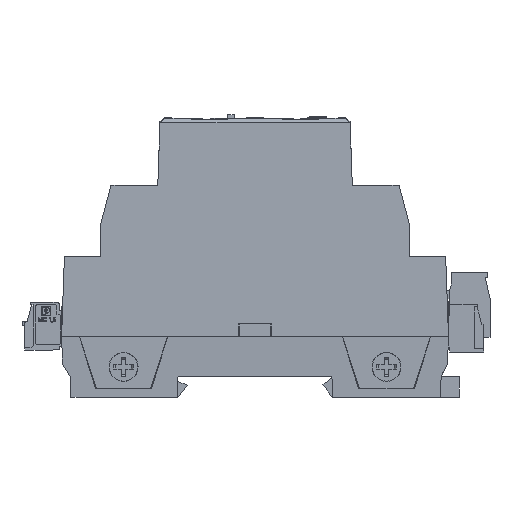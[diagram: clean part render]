
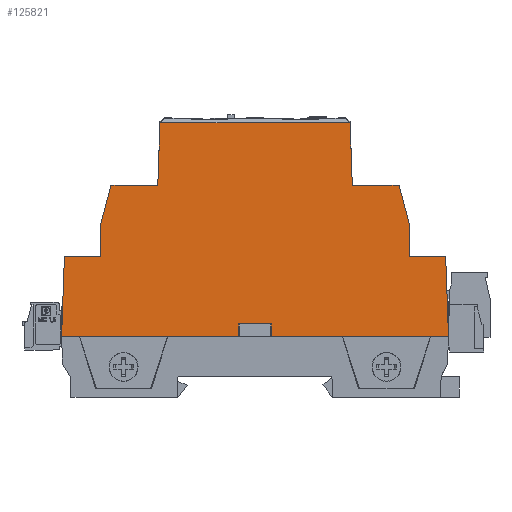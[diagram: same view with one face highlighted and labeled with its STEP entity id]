
A CAD part, left-side view. The second image highlights one B-rep face of the part: STEP entity #125821.
In plain terms, the highlighted planar face has unit normal (-1, 0, 0.018).
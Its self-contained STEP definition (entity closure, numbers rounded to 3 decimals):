
#124348=CARTESIAN_POINT('',(-25.925,-44.3,32.7));
#124349=VERTEX_POINT('',#124348);
#124358=CARTESIAN_POINT('',(-26.25,-44.95,14.1));
#124359=VERTEX_POINT('',#124358);
#124360=CARTESIAN_POINT('',(-26.218,-44.886,15.93));
#124361=DIRECTION('',(-0.017,-0.035,-0.999));
#124362=VECTOR('',#124361,1.);
#124363=LINE('',#124360,#124362);
#124364=EDGE_CURVE('',#124349,#124359,#124363,.T.);
#124712=CARTESIAN_POINT('',(-26.25,44.95,14.1));
#124713=VERTEX_POINT('',#124712);
#124720=CARTESIAN_POINT('',(-25.925,44.3,32.7));
#124721=VERTEX_POINT('',#124720);
#124722=CARTESIAN_POINT('',(-26.25,44.95,14.1));
#124723=DIRECTION('',(0.017,-0.035,0.999));
#124724=VECTOR('',#124723,1.);
#124725=LINE('',#124722,#124724);
#124726=EDGE_CURVE('',#124713,#124721,#124725,.T.);
#125672=CARTESIAN_POINT('',(-26.25,-24.25,14.1));
#125673=DIRECTION('',(-1.,0.,0.017));
#125674=DIRECTION('',(0.,-1.0,0.0));
#125675=AXIS2_PLACEMENT_3D('',#125672,#125673,#125674);
#125676=PLANE('',#125675);
#125677=CARTESIAN_POINT('',(-25.382,-22.093,63.822));
#125678=VERTEX_POINT('',#125677);
#125679=CARTESIAN_POINT('',(-25.636,-22.6,49.3));
#125680=VERTEX_POINT('',#125679);
#125681=CARTESIAN_POINT('',(-25.604,-22.536,51.119));
#125682=DIRECTION('',(-0.017,-0.035,-0.999));
#125683=VECTOR('',#125682,1.0);
#125684=LINE('',#125681,#125683);
#125685=EDGE_CURVE('',#125678,#125680,#125684,.T.);
#125686=ORIENTED_EDGE('',*,*,#125685,.F.);
#125687=CARTESIAN_POINT('',(-25.382,22.093,63.822));
#125688=VERTEX_POINT('',#125687);
#125689=CARTESIAN_POINT('',(-25.382,22.092,63.822));
#125690=DIRECTION('',(0.,-1.,0.));
#125691=VECTOR('',#125690,1.);
#125692=LINE('',#125689,#125691);
#125693=EDGE_CURVE('',#125688,#125678,#125692,.T.);
#125694=ORIENTED_EDGE('',*,*,#125693,.F.);
#125695=CARTESIAN_POINT('',(-25.636,22.6,49.3));
#125696=VERTEX_POINT('',#125695);
#125697=CARTESIAN_POINT('',(-25.346,22.02,65.904));
#125698=DIRECTION('',(0.017,-0.035,0.999));
#125699=VECTOR('',#125698,1.);
#125700=LINE('',#125697,#125699);
#125701=EDGE_CURVE('',#125696,#125688,#125700,.T.);
#125702=ORIENTED_EDGE('',*,*,#125701,.F.);
#125703=CARTESIAN_POINT('',(-25.636,22.6,49.3));
#125704=VERTEX_POINT('',#125703);
#125705=CARTESIAN_POINT('',(-25.358,22.6,65.184));
#125706=DIRECTION('',(0.017,0.0,1.));
#125707=VECTOR('',#125706,1.);
#125708=LINE('',#125705,#125707);
#125709=EDGE_CURVE('',#125704,#125696,#125708,.T.);
#125710=ORIENTED_EDGE('',*,*,#125709,.F.);
#125711=CARTESIAN_POINT('',(-25.636,33.483,49.3));
#125712=VERTEX_POINT('',#125711);
#125713=CARTESIAN_POINT('',(-25.636,-24.25,49.3));
#125714=DIRECTION('',(0.0,-1.0,0.0));
#125715=VECTOR('',#125714,1.0);
#125716=LINE('',#125713,#125715);
#125717=EDGE_CURVE('',#125712,#125704,#125716,.T.);
#125718=ORIENTED_EDGE('',*,*,#125717,.F.);
#125719=CARTESIAN_POINT('',(-25.794,35.891,40.231));
#125720=VERTEX_POINT('',#125719);
#125721=CARTESIAN_POINT('',(-25.936,38.046,32.116));
#125722=DIRECTION('',(0.017,-0.257,0.966));
#125723=VECTOR('',#125722,1.);
#125724=LINE('',#125721,#125723);
#125725=EDGE_CURVE('',#125720,#125712,#125724,.T.);
#125726=ORIENTED_EDGE('',*,*,#125725,.F.);
#125727=CARTESIAN_POINT('',(-25.925,35.891,32.7));
#125728=VERTEX_POINT('',#125727);
#125729=CARTESIAN_POINT('',(-26.25,35.891,14.1));
#125730=DIRECTION('',(0.017,0.0,1.));
#125731=VECTOR('',#125730,1.);
#125732=LINE('',#125729,#125731);
#125733=EDGE_CURVE('',#125728,#125720,#125732,.T.);
#125734=ORIENTED_EDGE('',*,*,#125733,.F.);
#125735=CARTESIAN_POINT('',(-25.925,-24.25,32.7));
#125736=DIRECTION('',(0.0,-1.0,0.0));
#125737=VECTOR('',#125736,1.0);
#125738=LINE('',#125735,#125737);
#125739=EDGE_CURVE('',#124721,#125728,#125738,.T.);
#125740=ORIENTED_EDGE('',*,*,#125739,.F.);
#125741=ORIENTED_EDGE('',*,*,#124726,.F.);
#125742=CARTESIAN_POINT('',(-26.25,3.75,14.1));
#125743=VERTEX_POINT('',#125742);
#125744=CARTESIAN_POINT('',(-26.25,22.052,14.1));
#125745=DIRECTION('',(0.0,1.0,0.0));
#125746=VECTOR('',#125745,1.0);
#125747=LINE('',#125744,#125746);
#125748=EDGE_CURVE('',#125743,#124713,#125747,.T.);
#125749=ORIENTED_EDGE('',*,*,#125748,.F.);
#125750=CARTESIAN_POINT('',(-26.198,3.75,17.1));
#125751=VERTEX_POINT('',#125750);
#125752=CARTESIAN_POINT('',(-26.235,3.75,14.972));
#125753=DIRECTION('',(-0.017,0.0,-1.));
#125754=VECTOR('',#125753,1.);
#125755=LINE('',#125752,#125754);
#125756=EDGE_CURVE('',#125751,#125743,#125755,.T.);
#125757=ORIENTED_EDGE('',*,*,#125756,.F.);
#125758=CARTESIAN_POINT('',(-26.198,-3.75,17.1));
#125759=VERTEX_POINT('',#125758);
#125760=CARTESIAN_POINT('',(-26.198,3.75,17.1));
#125761=DIRECTION('',(0.0,1.0,0.0));
#125762=VECTOR('',#125761,1.);
#125763=LINE('',#125760,#125762);
#125764=EDGE_CURVE('',#125759,#125751,#125763,.T.);
#125765=ORIENTED_EDGE('',*,*,#125764,.F.);
#125766=CARTESIAN_POINT('',(-26.25,-3.75,14.1));
#125767=VERTEX_POINT('',#125766);
#125768=CARTESIAN_POINT('',(-26.25,-3.75,14.1));
#125769=DIRECTION('',(0.017,0.0,1.));
#125770=VECTOR('',#125769,1.);
#125771=LINE('',#125768,#125770);
#125772=EDGE_CURVE('',#125767,#125759,#125771,.T.);
#125773=ORIENTED_EDGE('',*,*,#125772,.F.);
#125774=CARTESIAN_POINT('',(-26.25,22.052,14.1));
#125775=DIRECTION('',(0.0,1.0,0.0));
#125776=VECTOR('',#125775,1.0);
#125777=LINE('',#125774,#125776);
#125778=EDGE_CURVE('',#124359,#125767,#125777,.T.);
#125779=ORIENTED_EDGE('',*,*,#125778,.F.);
#125780=ORIENTED_EDGE('',*,*,#124364,.F.);
#125781=CARTESIAN_POINT('',(-25.925,-35.891,32.7));
#125782=VERTEX_POINT('',#125781);
#125783=CARTESIAN_POINT('',(-25.925,-24.25,32.7));
#125784=DIRECTION('',(0.0,-1.0,0.0));
#125785=VECTOR('',#125784,1.0);
#125786=LINE('',#125783,#125785);
#125787=EDGE_CURVE('',#125782,#124349,#125786,.T.);
#125788=ORIENTED_EDGE('',*,*,#125787,.F.);
#125789=CARTESIAN_POINT('',(-25.794,-35.891,40.231));
#125790=VERTEX_POINT('',#125789);
#125791=CARTESIAN_POINT('',(-26.25,-35.891,14.1));
#125792=DIRECTION('',(0.017,0.0,1.));
#125793=VECTOR('',#125792,1.);
#125794=LINE('',#125791,#125793);
#125795=EDGE_CURVE('',#125782,#125790,#125794,.T.);
#125796=ORIENTED_EDGE('',*,*,#125795,.T.);
#125797=CARTESIAN_POINT('',(-25.636,-33.483,49.3));
#125798=VERTEX_POINT('',#125797);
#125799=CARTESIAN_POINT('',(-25.906,-37.591,33.827));
#125800=DIRECTION('',(-0.017,-0.257,-0.966));
#125801=VECTOR('',#125800,1.);
#125802=LINE('',#125799,#125801);
#125803=EDGE_CURVE('',#125798,#125790,#125802,.T.);
#125804=ORIENTED_EDGE('',*,*,#125803,.F.);
#125805=CARTESIAN_POINT('',(-25.636,-22.6,49.3));
#125806=VERTEX_POINT('',#125805);
#125807=CARTESIAN_POINT('',(-25.636,-24.25,49.3));
#125808=DIRECTION('',(0.0,-1.0,0.0));
#125809=VECTOR('',#125808,1.0);
#125810=LINE('',#125807,#125809);
#125811=EDGE_CURVE('',#125806,#125798,#125810,.T.);
#125812=ORIENTED_EDGE('',*,*,#125811,.F.);
#125813=CARTESIAN_POINT('',(-25.326,-22.6,67.017));
#125814=DIRECTION('',(-0.017,0.0,-1.));
#125815=VECTOR('',#125814,1.);
#125816=LINE('',#125813,#125815);
#125817=EDGE_CURVE('',#125680,#125806,#125816,.T.);
#125818=ORIENTED_EDGE('',*,*,#125817,.F.);
#125819=EDGE_LOOP('',(#125686,#125694,#125702,#125710,#125718,#125726,#125734,#125740,#125741,#125749,#125757,#125765,#125773,#125779,#125780,#125788,#125796,#125804,#125812,#125818));
#125820=FACE_OUTER_BOUND('',#125819,.T.);
#125821=ADVANCED_FACE('',(#125820),#125676,.T.);
